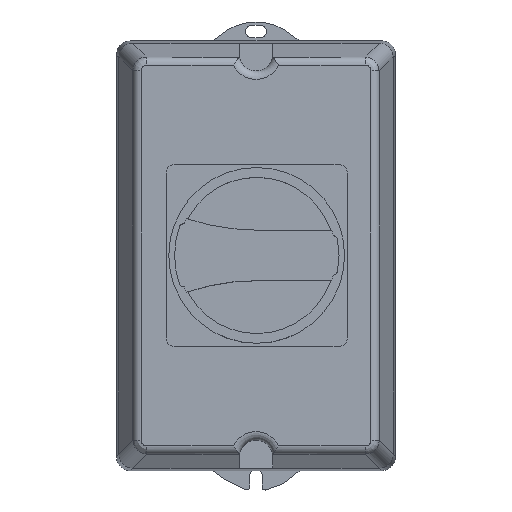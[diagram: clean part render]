
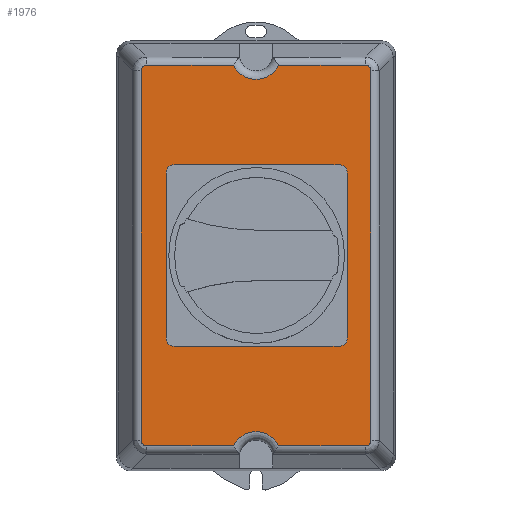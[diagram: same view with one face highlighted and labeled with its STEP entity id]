
A CAD part, top view. The second image highlights one B-rep face of the part: STEP entity #1976.
In plain terms, the highlighted planar face has unit normal (0, 0, 1).
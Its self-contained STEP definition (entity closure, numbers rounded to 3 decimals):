
#20=ELLIPSE('',#2129,2.088,2.);
#22=ELLIPSE('',#2134,2.088,2.);
#27=ELLIPSE('',#2144,2.088,2.);
#29=ELLIPSE('',#2149,2.088,2.);
#104=PLANE('',#2165);
#197=FACE_OUTER_BOUND('',#323,.T.);
#323=EDGE_LOOP('',(#1526,#1527,#1528,#1529,#1530,#1531,#1532,#1533,#1534,
#1535,#1536,#1537));
#430=LINE('',#3469,#587);
#433=LINE('',#3528,#590);
#434=LINE('',#3599,#591);
#436=LINE('',#3670,#593);
#439=LINE('',#3738,#596);
#441=LINE('',#3795,#598);
#587=VECTOR('',#2477,10.);
#590=VECTOR('',#2496,10.);
#591=VECTOR('',#2507,10.);
#593=VECTOR('',#2517,10.);
#596=VECTOR('',#2540,10.);
#598=VECTOR('',#2550,10.);
#744=CIRCLE('',#2122,9.);
#751=CIRCLE('',#2140,9.);
#857=VERTEX_POINT('',#3467);
#858=VERTEX_POINT('',#3468);
#861=VERTEX_POINT('',#3487);
#862=VERTEX_POINT('',#3488);
#869=VERTEX_POINT('',#3525);
#870=VERTEX_POINT('',#3527);
#872=VERTEX_POINT('',#3591);
#874=VERTEX_POINT('',#3597);
#876=VERTEX_POINT('',#3665);
#879=VERTEX_POINT('',#3728);
#881=VERTEX_POINT('',#3734);
#883=VERTEX_POINT('',#3788);
#1072=EDGE_CURVE('',#857,#858,#430,.T.);
#1076=EDGE_CURVE('',#861,#862,#744,.T.);
#1084=EDGE_CURVE('',#869,#870,#433,.T.);
#1087=EDGE_CURVE('',#872,#869,#20,.T.);
#1090=EDGE_CURVE('',#874,#872,#434,.T.);
#1093=EDGE_CURVE('',#876,#874,#22,.T.);
#1095=EDGE_CURVE('',#862,#876,#436,.T.);
#1099=EDGE_CURVE('',#870,#857,#751,.T.);
#1103=EDGE_CURVE('',#858,#879,#27,.T.);
#1106=EDGE_CURVE('',#879,#881,#439,.T.);
#1109=EDGE_CURVE('',#881,#883,#29,.T.);
#1111=EDGE_CURVE('',#883,#861,#441,.T.);
#1526=ORIENTED_EDGE('',*,*,#1084,.F.);
#1527=ORIENTED_EDGE('',*,*,#1087,.F.);
#1528=ORIENTED_EDGE('',*,*,#1090,.F.);
#1529=ORIENTED_EDGE('',*,*,#1093,.F.);
#1530=ORIENTED_EDGE('',*,*,#1095,.F.);
#1531=ORIENTED_EDGE('',*,*,#1076,.F.);
#1532=ORIENTED_EDGE('',*,*,#1111,.F.);
#1533=ORIENTED_EDGE('',*,*,#1109,.F.);
#1534=ORIENTED_EDGE('',*,*,#1106,.F.);
#1535=ORIENTED_EDGE('',*,*,#1103,.F.);
#1536=ORIENTED_EDGE('',*,*,#1072,.F.);
#1537=ORIENTED_EDGE('',*,*,#1099,.F.);
#1976=ADVANCED_FACE('',(#197),#104,.T.);
#2122=AXIS2_PLACEMENT_3D('',#3489,#2483,#2484);
#2129=AXIS2_PLACEMENT_3D('',#3593,#2499,#2500);
#2134=AXIS2_PLACEMENT_3D('',#3667,#2511,#2512);
#2140=AXIS2_PLACEMENT_3D('',#3677,#2525,#2526);
#2144=AXIS2_PLACEMENT_3D('',#3732,#2533,#2534);
#2149=AXIS2_PLACEMENT_3D('',#3792,#2545,#2546);
#2165=AXIS2_PLACEMENT_3D('',#3853,#2591,#2592);
#2477=DIRECTION('',(1.,0.,0.));
#2483=DIRECTION('center_axis',(0.,0.,
1.));
#2484=DIRECTION('ref_axis',(0.,1.,0.));
#2496=DIRECTION('',(1.,0.,0.));
#2499=DIRECTION('center_axis',(0.,0.,
-1.));
#2500=DIRECTION('ref_axis',(-0.707,0.707,0.));
#2507=DIRECTION('',(0.,1.,0.));
#2511=DIRECTION('center_axis',(0.,0.,
-1.));
#2512=DIRECTION('ref_axis',(-0.707,-0.707,0.));
#2517=DIRECTION('',(-1.,0.,0.));
#2525=DIRECTION('center_axis',(0.,0.,
1.));
#2526=DIRECTION('ref_axis',(0.,-1.,0.));
#2533=DIRECTION('center_axis',(0.,0.,
-1.));
#2534=DIRECTION('ref_axis',(0.707,0.707,0.));
#2540=DIRECTION('',(0.,-1.,0.));
#2545=DIRECTION('center_axis',(0.,0.,
-1.));
#2546=DIRECTION('ref_axis',(0.707,-0.707,0.));
#2550=DIRECTION('',(-1.,0.,0.));
#2591=DIRECTION('center_axis',(0.,0.,
1.));
#2592=DIRECTION('ref_axis',(1.,0.,0.));
#3467=CARTESIAN_POINT('',(56.341,68.183,97.));
#3468=CARTESIAN_POINT('',(87.476,68.183,97.));
#3469=CARTESIAN_POINT('',(-1.75,68.183,97.));
#3487=CARTESIAN_POINT('',(56.34,-68.182,97.));
#3488=CARTESIAN_POINT('',(40.16,-68.182,97.));
#3489=CARTESIAN_POINT('Origin',(48.25,-72.125,97.));
#3525=CARTESIAN_POINT('',(9.024,68.183,97.));
#3527=CARTESIAN_POINT('',(40.159,68.183,97.));
#3528=CARTESIAN_POINT('',(-1.75,68.183,97.));
#3591=CARTESIAN_POINT('',(7.068,66.226,97.));
#3593=CARTESIAN_POINT('Origin',(9.113,66.138,97.));
#3597=CARTESIAN_POINT('',(7.068,-66.226,97.));
#3599=CARTESIAN_POINT('',(7.068,-73.806,97.));
#3665=CARTESIAN_POINT('',(9.024,-68.182,97.));
#3667=CARTESIAN_POINT('Origin',(9.113,-66.137,97.));
#3670=CARTESIAN_POINT('',(-1.75,-68.182,97.));
#3677=CARTESIAN_POINT('Origin',(48.25,72.124,97.));
#3728=CARTESIAN_POINT('',(89.432,66.226,97.));
#3732=CARTESIAN_POINT('Origin',(87.387,66.138,97.));
#3734=CARTESIAN_POINT('',(89.432,-66.226,97.));
#3738=CARTESIAN_POINT('',(89.432,-73.806,97.));
#3788=CARTESIAN_POINT('',(87.476,-68.182,97.));
#3792=CARTESIAN_POINT('Origin',(87.387,-66.137,97.));
#3795=CARTESIAN_POINT('',(-1.75,-68.182,97.));
#3853=CARTESIAN_POINT('Origin',(-1.75,-70.611,97.));
